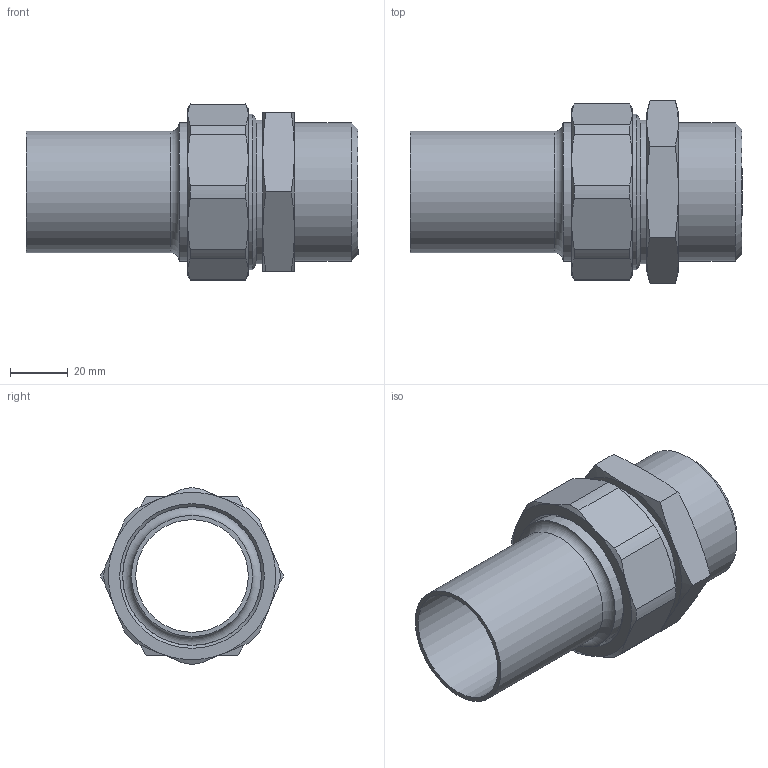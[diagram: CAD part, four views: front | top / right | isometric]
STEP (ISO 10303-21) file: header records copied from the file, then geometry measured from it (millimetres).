
FILE_DESCRIPTION(/* description */ (''),/* implementation_level */ '2;1');
FILE_NAME(/* name */ '35409.stp',/* time_stamp */ '2014-04-01T20:53:03+02:00',/* author */ ('bruh'),/* organization */ (''),/* preprocessor_version */ 'ST-DEVELOPER v15.2',/* originating_system */ 'Autodesk Inventor 2014',/* authorisation */ '');
FILE_SCHEMA (('AUTOMOTIVE_DESIGN { 1 0 10303 214 3 1 1 }'));
Length unit declared in the file: millimetre
Products named in the file (4): 101139; 101041; 400962; 35409
Bounding box: 115 x 63.51 x 60.98 mm (x, y, z)
Volume: 77115.7 mm3; surface area: 43263.5 mm2
Topology: 3 solids, 3 shells, 79 faces, 173 edges, 103 vertices
Faces by surface type: cone 36, plane 23, cylinder 18, torus 2
Full cylindrical faces by diameter (mm): 39 x2, 42 x1, 47.803 x1, 48 x1, 48.1 x1, 49.8 x1, 50.5 x1, 50.788 x1, 53.746 x1
Entity records: 2088 total; most frequent: CARTESIAN_POINT 446, DIRECTION 336, ORIENTED_EDGE 298, AXIS2_PLACEMENT_3D 157, EDGE_CURVE 149, EDGE_LOOP 108, VERTEX_POINT 99, ADVANCED_FACE 79
